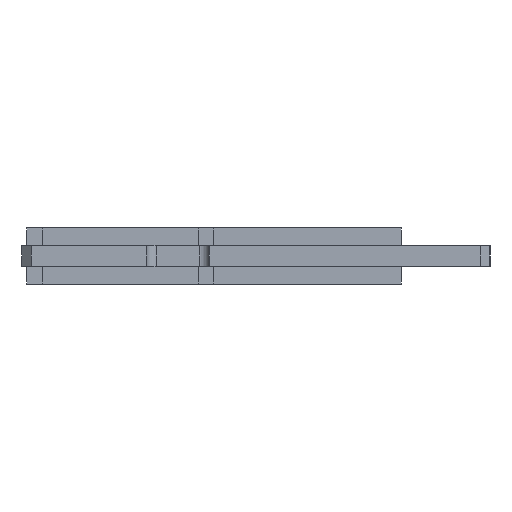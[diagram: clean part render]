
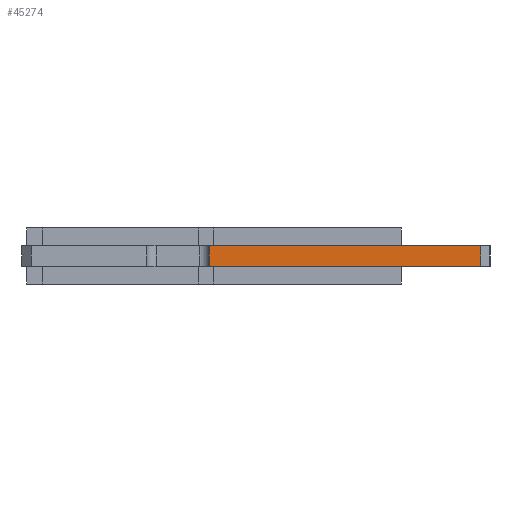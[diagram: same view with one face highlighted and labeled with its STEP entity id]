
A CAD part, left-side view. The second image highlights one B-rep face of the part: STEP entity #45274.
In plain terms, the highlighted planar face has unit normal (-1, 0, 0).
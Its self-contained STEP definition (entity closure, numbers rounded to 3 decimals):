
#2536 = VECTOR ( 'NONE', #29573, 1000. ) ;
#3025 = CARTESIAN_POINT ( 'NONE',  ( -34.8, 0.6, 0.65 ) ) ;
#3043 = EDGE_CURVE ( 'NONE', #24360, #24543, #41189, .T. ) ;
#3556 = ORIENTED_EDGE ( 'NONE', *, *, #3043, .F. ) ;
#3611 = VERTEX_POINT ( 'NONE', #16092 ) ;
#5733 = DIRECTION ( 'NONE',  ( 0., 0., 1. ) ) ;
#6605 = LINE ( 'NONE', #49086, #51891 ) ;
#10741 = CARTESIAN_POINT ( 'NONE',  ( -34.8, 0.6, -0.65 ) ) ;
#16092 = CARTESIAN_POINT ( 'NONE',  ( -34.8, 18., 0.65 ) ) ;
#16823 = LINE ( 'NONE', #33751, #2536 ) ;
#17233 = EDGE_CURVE ( 'NONE', #24543, #3611, #6605, .T. ) ;
#19164 = VECTOR ( 'NONE', #36510, 1000. ) ;
#21652 = VERTEX_POINT ( 'NONE', #3025 ) ;
#23138 = FACE_OUTER_BOUND ( 'NONE', #49650, .T. ) ;
#23819 = EDGE_CURVE ( 'NONE', #21652, #3611, #44699, .T. ) ;
#24360 = VERTEX_POINT ( 'NONE', #10741 ) ;
#24543 = VERTEX_POINT ( 'NONE', #40585 ) ;
#24620 = ORIENTED_EDGE ( 'NONE', *, *, #54710, .T. ) ;
#24957 = ORIENTED_EDGE ( 'NONE', *, *, #17233, .F. ) ;
#26951 = ORIENTED_EDGE ( 'NONE', *, *, #23819, .T. ) ;
#27592 = CARTESIAN_POINT ( 'NONE',  ( -34.8, 0., -0.65 ) ) ;
#29573 = DIRECTION ( 'NONE',  ( 0., 0., 1. ) ) ;
#31117 = AXIS2_PLACEMENT_3D ( 'NONE', #35121, #52143, #5733 ) ;
#32253 = DIRECTION ( 'NONE',  ( 0., 1., 0. ) ) ;
#33751 = CARTESIAN_POINT ( 'NONE',  ( -34.8, 0.6, 0.65 ) ) ;
#35121 = CARTESIAN_POINT ( 'NONE',  ( -34.8, 0., 0.65 ) ) ;
#36510 = DIRECTION ( 'NONE',  ( 0., 1., 0. ) ) ;
#36666 = CARTESIAN_POINT ( 'NONE',  ( -34.8, 0., 0.65 ) ) ;
#40585 = CARTESIAN_POINT ( 'NONE',  ( -34.8, 18., -0.65 ) ) ;
#41189 = LINE ( 'NONE', #27592, #19164 ) ;
#44699 = LINE ( 'NONE', #36666, #46928 ) ;
#45274 = ADVANCED_FACE ( 'NONE', ( #23138 ), #47678, .T. ) ;
#46928 = VECTOR ( 'NONE', #32253, 1000. ) ;
#47678 = PLANE ( 'NONE',  #31117 ) ;
#49086 = CARTESIAN_POINT ( 'NONE',  ( -34.8, 18., 0.65 ) ) ;
#49650 = EDGE_LOOP ( 'NONE', ( #3556, #24620, #26951, #24957 ) ) ;
#51891 = VECTOR ( 'NONE', #53294, 1000. ) ;
#52143 = DIRECTION ( 'NONE',  ( -1., 0., 0. ) ) ;
#53294 = DIRECTION ( 'NONE',  ( 0., 0., 1. ) ) ;
#54710 = EDGE_CURVE ( 'NONE', #24360, #21652, #16823, .T. ) ;
